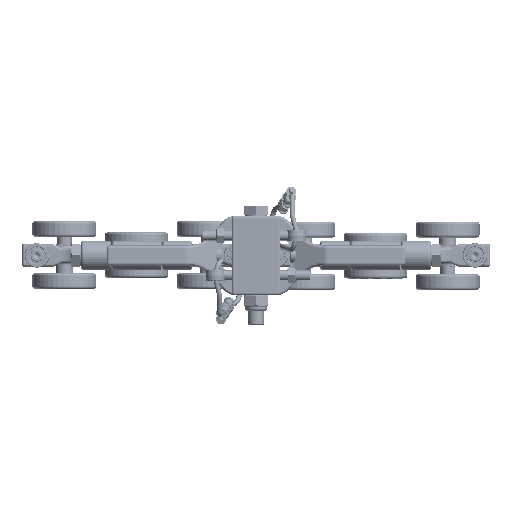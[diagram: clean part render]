
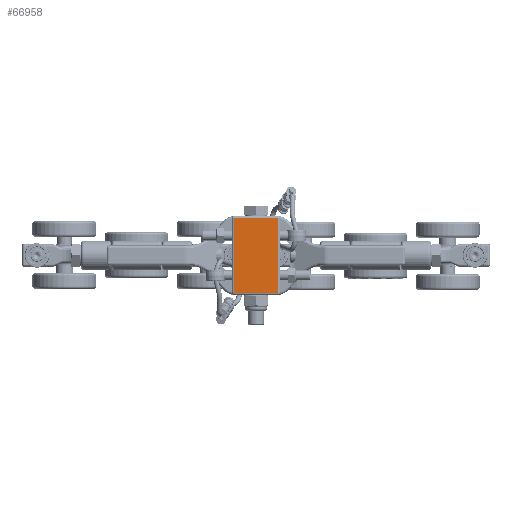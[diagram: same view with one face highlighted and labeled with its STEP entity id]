
A CAD part, front view. The second image highlights one B-rep face of the part: STEP entity #66958.
In plain terms, the highlighted planar face has unit normal (0, -1, 0).
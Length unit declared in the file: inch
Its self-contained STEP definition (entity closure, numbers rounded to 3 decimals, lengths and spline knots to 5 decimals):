
#66788=CARTESIAN_POINT('',(-0.59375,-1.125,-1.875));
#66789=VERTEX_POINT('',#66788);
#66803=CARTESIAN_POINT('',(1.59375,-1.125,-1.875));
#66804=VERTEX_POINT('',#66803);
#66812=CARTESIAN_POINT('',(1.59375,-1.125,-1.875));
#66813=DIRECTION('',(-1.0,0.0,0.0));
#66814=VECTOR('',#66813,2.1875);
#66815=LINE('',#66812,#66814);
#66816=EDGE_CURVE('',#66804,#66789,#66815,.T.);
#66916=CARTESIAN_POINT('',(-0.59375,-1.125,1.875));
#66917=VERTEX_POINT('',#66916);
#66918=CARTESIAN_POINT('',(-0.59375,-1.125,-1.875));
#66919=DIRECTION('',(0.0,0.0,1.0));
#66920=VECTOR('',#66919,3.75);
#66921=LINE('',#66918,#66920);
#66922=EDGE_CURVE('',#66789,#66917,#66921,.T.);
#66935=CARTESIAN_POINT('',(1.59375,-1.125,0.0));
#66936=DIRECTION('',(0.0,-1.0,0.0));
#66937=DIRECTION('',(0.0,0.0,-1.0));
#66938=AXIS2_PLACEMENT_3D('',#66935,#66936,#66937);
#66939=PLANE('',#66938);
#66940=ORIENTED_EDGE('',*,*,#66816,.F.);
#66941=CARTESIAN_POINT('',(1.59375,-1.125,1.875));
#66942=VERTEX_POINT('',#66941);
#66943=CARTESIAN_POINT('',(1.59375,-1.125,-1.875));
#66944=DIRECTION('',(0.0,0.0,1.0));
#66945=VECTOR('',#66944,3.75);
#66946=LINE('',#66943,#66945);
#66947=EDGE_CURVE('',#66804,#66942,#66946,.T.);
#66948=ORIENTED_EDGE('',*,*,#66947,.T.);
#66949=CARTESIAN_POINT('',(-0.59375,-1.125,1.875));
#66950=DIRECTION('',(1.0,0.0,0.0));
#66951=VECTOR('',#66950,2.1875);
#66952=LINE('',#66949,#66951);
#66953=EDGE_CURVE('',#66917,#66942,#66952,.T.);
#66954=ORIENTED_EDGE('',*,*,#66953,.F.);
#66955=ORIENTED_EDGE('',*,*,#66922,.F.);
#66956=EDGE_LOOP('',(#66940,#66948,#66954,#66955));
#66957=FACE_OUTER_BOUND('',#66956,.T.);
#66958=ADVANCED_FACE('',(#66957),#66939,.T.);
